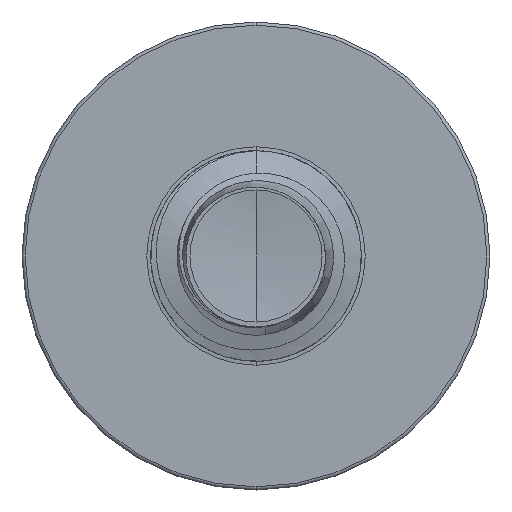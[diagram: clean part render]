
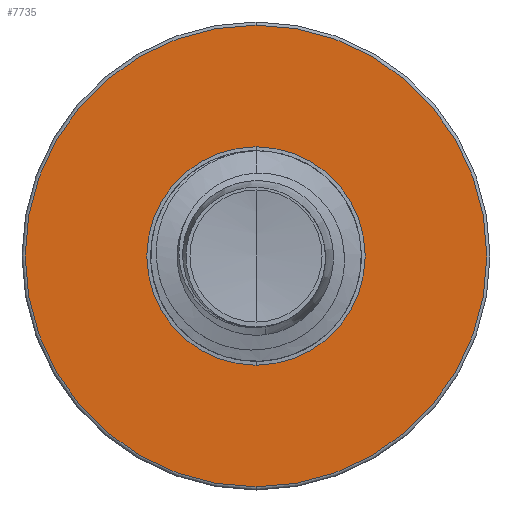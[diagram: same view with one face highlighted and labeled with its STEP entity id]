
A CAD part, front view. The second image highlights one B-rep face of the part: STEP entity #7735.
In plain terms, the highlighted planar face has unit normal (0, -1, 0).
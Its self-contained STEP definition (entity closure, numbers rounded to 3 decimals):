
#690 = DIRECTION ( 'NONE',  ( 0., 1., 0. ) ) ;
#756 = DIRECTION ( 'NONE',  ( 0., 0., 1. ) ) ;
#1065 = VERTEX_POINT ( 'NONE', #13874 ) ;
#1334 = ORIENTED_EDGE ( 'NONE', *, *, #14879, .T. ) ;
#2113 = DIRECTION ( 'NONE',  ( 0., 0., 1. ) ) ;
#2254 = CARTESIAN_POINT ( 'NONE',  ( 0., 4.5, -0.933 ) ) ;
#3078 = DIRECTION ( 'NONE',  ( 0., 1., 0. ) ) ;
#3082 = PLANE ( 'NONE',  #7076 ) ;
#3689 = CIRCLE ( 'NONE', #8441, 0.933 ) ;
#3986 = AXIS2_PLACEMENT_3D ( 'NONE', #8129, #8158, #8175 ) ;
#4073 = VERTEX_POINT ( 'NONE', #11672 ) ;
#4321 = DIRECTION ( 'NONE',  ( 0., 1., 0. ) ) ;
#5678 = VERTEX_POINT ( 'NONE', #17489 ) ;
#5883 = EDGE_CURVE ( 'NONE', #5678, #9093, #18796, .T. ) ;
#5912 = ORIENTED_EDGE ( 'NONE', *, *, #11047, .T. ) ;
#5928 = CARTESIAN_POINT ( 'NONE',  ( 0., 4.5, -1.973 ) ) ;
#6747 = EDGE_LOOP ( 'NONE', ( #7584, #9427 ) ) ;
#7076 = AXIS2_PLACEMENT_3D ( 'NONE', #2254, #3078, #2113 ) ;
#7584 = ORIENTED_EDGE ( 'NONE', *, *, #5883, .F. ) ;
#7735 = ADVANCED_FACE ( 'NONE', ( #13167, #13584 ), #3082, .F. ) ;
#8129 = CARTESIAN_POINT ( 'NONE',  ( 0., 4.5, 0. ) ) ;
#8158 = DIRECTION ( 'NONE',  ( 0., 1., 0. ) ) ;
#8175 = DIRECTION ( 'NONE',  ( 0., 0., 1. ) ) ;
#8441 = AXIS2_PLACEMENT_3D ( 'NONE', #18557, #10783, #756 ) ;
#9093 = VERTEX_POINT ( 'NONE', #5928 ) ;
#9427 = ORIENTED_EDGE ( 'NONE', *, *, #14896, .F. ) ;
#9837 = EDGE_LOOP ( 'NONE', ( #1334, #5912 ) ) ;
#10478 = AXIS2_PLACEMENT_3D ( 'NONE', #13695, #4321, #14982 ) ;
#10726 = CARTESIAN_POINT ( 'NONE',  ( 0., 4.5, 0. ) ) ;
#10783 = DIRECTION ( 'NONE',  ( 0., 1., 0. ) ) ;
#11047 = EDGE_CURVE ( 'NONE', #4073, #1065, #12934, .T. ) ;
#11672 = CARTESIAN_POINT ( 'NONE',  ( 0., 4.5, -0.933 ) ) ;
#12209 = CIRCLE ( 'NONE', #10478, 1.973 ) ;
#12211 = DIRECTION ( 'NONE',  ( 0., 0., 1. ) ) ;
#12934 = CIRCLE ( 'NONE', #14713, 0.933 ) ;
#13167 = FACE_OUTER_BOUND ( 'NONE', #6747, .T. ) ;
#13584 = FACE_BOUND ( 'NONE', #9837, .T. ) ;
#13695 = CARTESIAN_POINT ( 'NONE',  ( 0., 4.5, 0. ) ) ;
#13874 = CARTESIAN_POINT ( 'NONE',  ( 0., 4.5, 0.933 ) ) ;
#14713 = AXIS2_PLACEMENT_3D ( 'NONE', #10726, #690, #12211 ) ;
#14879 = EDGE_CURVE ( 'NONE', #1065, #4073, #3689, .T. ) ;
#14896 = EDGE_CURVE ( 'NONE', #9093, #5678, #12209, .T. ) ;
#14982 = DIRECTION ( 'NONE',  ( 0., 0., 1. ) ) ;
#17489 = CARTESIAN_POINT ( 'NONE',  ( 0., 4.5, 1.973 ) ) ;
#18557 = CARTESIAN_POINT ( 'NONE',  ( 0., 4.5, 0. ) ) ;
#18796 = CIRCLE ( 'NONE', #3986, 1.973 ) ;
